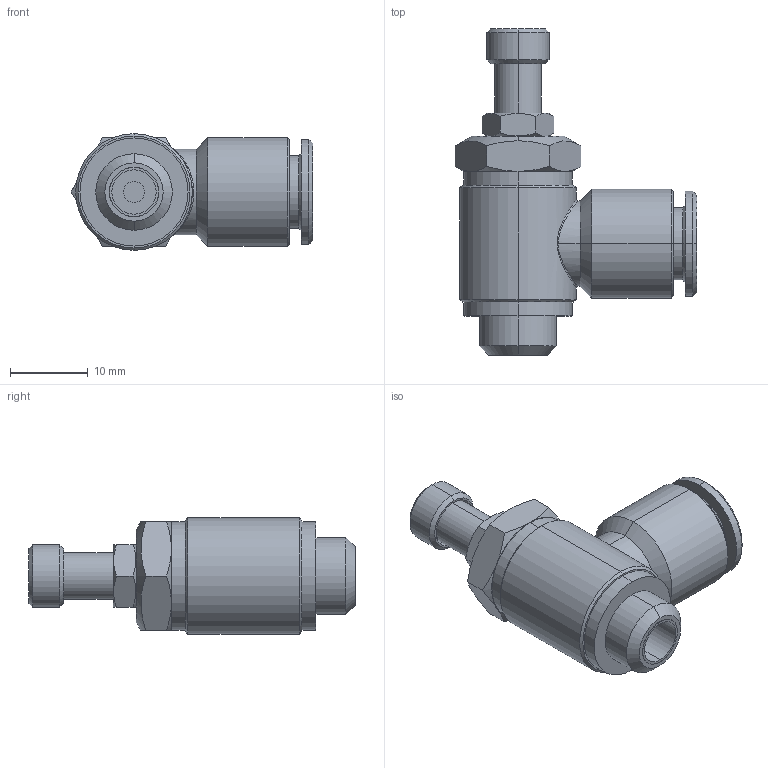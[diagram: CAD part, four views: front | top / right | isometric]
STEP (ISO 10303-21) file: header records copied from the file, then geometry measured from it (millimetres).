
FILE_DESCRIPTION (( 'STEP AP203' ), '1' );
FILE_NAME ('04270C41.STEP', '2010-05-07T09:56:00', ( '' ), ( 'sopra-pneumatic' ), 'SwSTEP 2.0', 'SolidWorks 2009', '' );
FILE_SCHEMA (( 'CONFIG_CONTROL_DESIGN' ));
Length unit declared in the file: millimetre
Products named in the file (1): 04270C41
Bounding box: 31.08 x 42 x 15 mm (x, y, z)
Volume: 6039 mm3; surface area: 3353.7 mm2
Topology: 1 solids, 3 shells, 99 faces, 207 edges, 128 vertices
Faces by surface type: cone 36, cylinder 31, plane 30, bspline 2
Entity records: 3914 total; most frequent: CARTESIAN_POINT 1740, DIRECTION 449, ORIENTED_EDGE 414, EDGE_CURVE 207, AXIS2_PLACEMENT_3D 189, VERTEX_POINT 128, EDGE_LOOP 113, FACE_OUTER_BOUND 99
